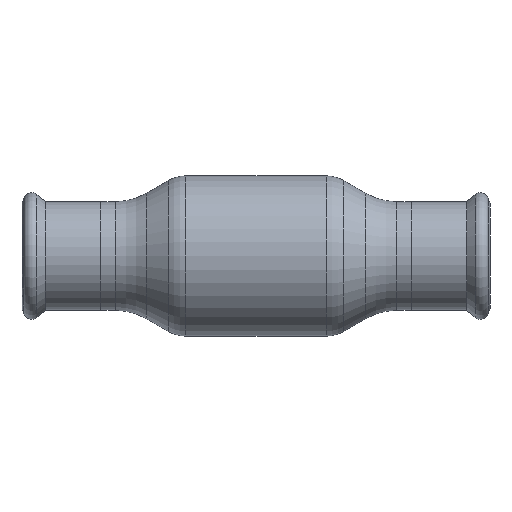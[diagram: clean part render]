
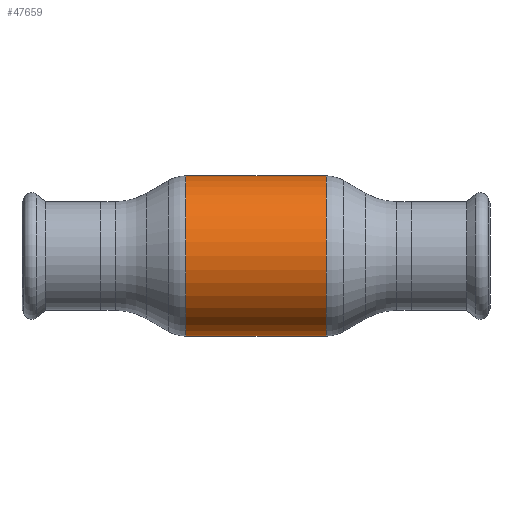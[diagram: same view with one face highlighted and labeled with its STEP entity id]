
A CAD part, front view. The second image highlights one B-rep face of the part: STEP entity #47659.
In plain terms, the highlighted cylindrical face has radius 28.25 mm (diameter 56.5 mm), a partial arc.
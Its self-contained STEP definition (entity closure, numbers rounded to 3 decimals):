
#424 = ORIENTED_EDGE ( 'NONE', *, *, #46974, .F. ) ;
#5759 = VERTEX_POINT ( 'NONE', #50106 ) ;
#5925 = ORIENTED_EDGE ( 'NONE', *, *, #38286, .F. ) ;
#5927 = CARTESIAN_POINT ( 'NONE',  ( -62.69, 0., 28.25 ) ) ;
#6298 = CARTESIAN_POINT ( 'NONE',  ( -24.785, 0., 28.25 ) ) ;
#8179 = FACE_OUTER_BOUND ( 'NONE', #46723, .T. ) ;
#9986 = VERTEX_POINT ( 'NONE', #43710 ) ;
#13136 = CARTESIAN_POINT ( 'NONE',  ( -62.69, 0., 0. ) ) ;
#14374 = LINE ( 'NONE', #5927, #18433 ) ;
#14461 = ORIENTED_EDGE ( 'NONE', *, *, #15782, .T. ) ;
#15782 = EDGE_CURVE ( 'NONE', #9986, #40072, #14374, .T. ) ;
#16847 = DIRECTION ( 'NONE',  ( 0., 0., 1. ) ) ;
#17720 = DIRECTION ( 'NONE',  ( -1., 0., 0. ) ) ;
#18433 = VECTOR ( 'NONE', #37405, 1000. ) ;
#19449 = AXIS2_PLACEMENT_3D ( 'NONE', #57684, #43378, #16847 ) ;
#22165 = DIRECTION ( 'NONE',  ( 0., 0., 1. ) ) ;
#23833 = ORIENTED_EDGE ( 'NONE', *, *, #29439, .T. ) ;
#25917 = CIRCLE ( 'NONE', #19449, 28.25 ) ;
#29270 = DIRECTION ( 'NONE',  ( -1., 0., 0. ) ) ;
#29439 = EDGE_CURVE ( 'NONE', #51686, #9986, #25917, .T. ) ;
#32712 = VECTOR ( 'NONE', #17720, 1000. ) ;
#33372 = CARTESIAN_POINT ( 'NONE',  ( -24.785, 0., 0. ) ) ;
#33943 = DIRECTION ( 'NONE',  ( 0., 0., 1. ) ) ;
#35014 = CYLINDRICAL_SURFACE ( 'NONE', #48149, 28.25 ) ;
#37405 = DIRECTION ( 'NONE',  ( -1., 0., 0. ) ) ;
#38286 = EDGE_CURVE ( 'NONE', #5759, #40072, #40321, .T. ) ;
#40072 = VERTEX_POINT ( 'NONE', #6298 ) ;
#40321 = CIRCLE ( 'NONE', #44841, 28.25 ) ;
#43378 = DIRECTION ( 'NONE',  ( -1., 0., 0. ) ) ;
#43710 = CARTESIAN_POINT ( 'NONE',  ( 24.785, 0., 28.25 ) ) ;
#44841 = AXIS2_PLACEMENT_3D ( 'NONE', #33372, #29270, #33943 ) ;
#46723 = EDGE_LOOP ( 'NONE', ( #424, #23833, #14461, #5925 ) ) ;
#46974 = EDGE_CURVE ( 'NONE', #51686, #5759, #50084, .T. ) ;
#47659 = ADVANCED_FACE ( 'NONE', ( #8179 ), #35014, .T. ) ;
#48149 = AXIS2_PLACEMENT_3D ( 'NONE', #13136, #52244, #22165 ) ;
#50084 = LINE ( 'NONE', #53622, #32712 ) ;
#50106 = CARTESIAN_POINT ( 'NONE',  ( -24.785, 0., -28.25 ) ) ;
#50808 = CARTESIAN_POINT ( 'NONE',  ( 24.785, 0., -28.25 ) ) ;
#51686 = VERTEX_POINT ( 'NONE', #50808 ) ;
#52244 = DIRECTION ( 'NONE',  ( -1., 0., 0. ) ) ;
#53622 = CARTESIAN_POINT ( 'NONE',  ( -62.69, 0., -28.25 ) ) ;
#57684 = CARTESIAN_POINT ( 'NONE',  ( 24.785, 0., 0. ) ) ;
